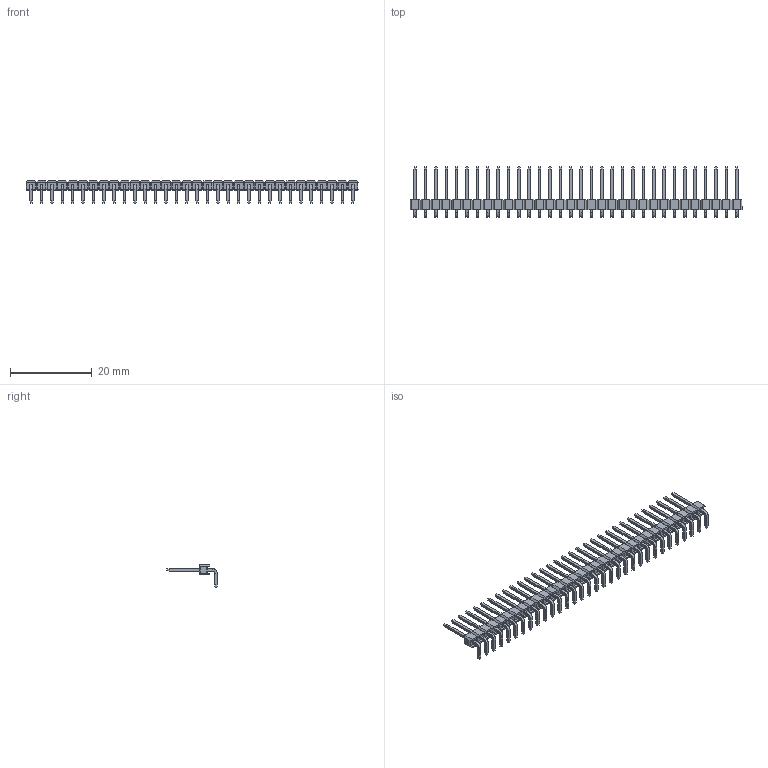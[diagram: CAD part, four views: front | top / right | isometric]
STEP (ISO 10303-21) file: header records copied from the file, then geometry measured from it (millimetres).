
FILE_DESCRIPTION (( 'STEP AP214' ), '1' );
FILE_NAME ('1x32 Male Pin Header Angle.STEP', '2021-11-12T11:32:24', ( 'M.B.I.' ), ( '' ), 'SwSTEP 2.0', '', '' );
FILE_SCHEMA (( 'AUTOMOTIVE_DESIGN' ));
Length unit declared in the file: millimetre
Products named in the file (1): 1x32 Male Pin Header Angle
Bounding box: 81.28 x 12.36 x 5.5 mm (x, y, z)
Volume: 589.6 mm3; surface area: 2474.4 mm2
Topology: 45 solids, 45 shells, 1576 faces, 3830 edges, 2344 vertices
Faces by surface type: plane 1512, cylinder 64
Entity records: 44976 total; most frequent: CARTESIAN_POINT 7751, ORIENTED_EDGE 7660, DIRECTION 7112, EDGE_CURVE 3830, LINE 3702, VECTOR 3702, VERTEX_POINT 2344, AXIS2_PLACEMENT_3D 1705
